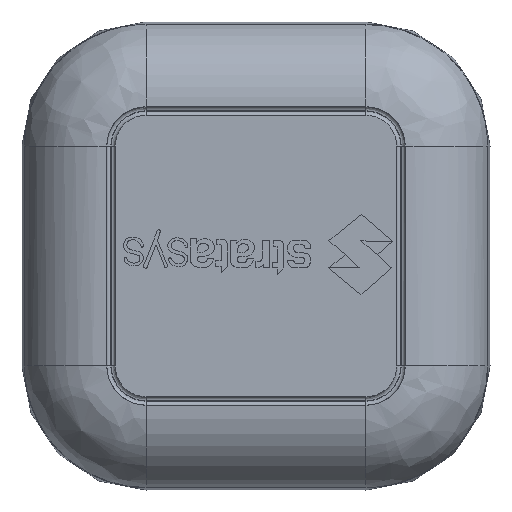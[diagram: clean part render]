
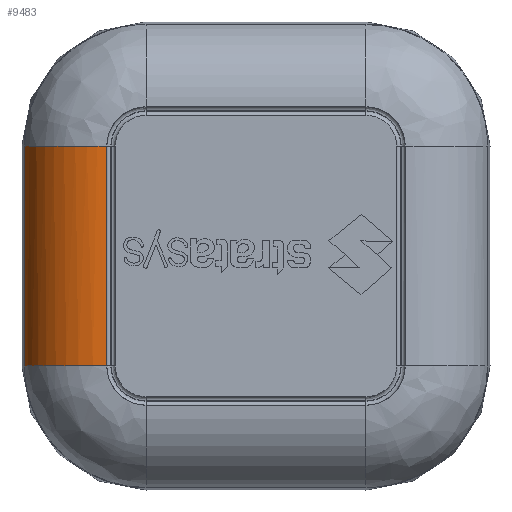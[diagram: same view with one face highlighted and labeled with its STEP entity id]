
A CAD part, front view. The second image highlights one B-rep face of the part: STEP entity #9483.
In plain terms, the highlighted free-form (B-spline) face has degree [2, 1] with [3, 2] control points.
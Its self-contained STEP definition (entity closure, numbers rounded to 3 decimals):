
#8853 = VERTEX_POINT('',#8854);
#8854 = CARTESIAN_POINT('',(-34.238,-3.343,
    16.283));
#8884 = VERTEX_POINT('',#8885);
#8885 = CARTESIAN_POINT('',(-34.238,-3.343,
    -16.283));
#8890 = EDGE_CURVE('',#8884,#8853,#8891,.T.);
#8891 = B_SPLINE_CURVE_WITH_KNOTS('',1,(#8892,#8893),.UNSPECIFIED.,.F.,
  .F.,(2,2),(-26.,0.),.PIECEWISE_BEZIER_KNOTS.);
#8892 = CARTESIAN_POINT('',(-34.238,-3.343,
    -16.283));
#8893 = CARTESIAN_POINT('',(-34.238,-3.343,
    16.283));
#9483 = ADVANCED_FACE('',(#9484),#9508,.T.);
#9484 = FACE_BOUND('',#9485,.T.);
#9485 = EDGE_LOOP('',(#9486,#9494,#9501,#9507));
#9486 = ORIENTED_EDGE('',*,*,#9487,.F.);
#9487 = EDGE_CURVE('',#9488,#8884,#9490,.T.);
#9488 = VERTEX_POINT('',#9489);
#9489 = CARTESIAN_POINT('',(-22.085,-12.839,
    -16.283));
#9490 = ( BOUNDED_CURVE() B_SPLINE_CURVE(2,(#9491,#9492,#9493),
.UNSPECIFIED.,.F.,.F.) B_SPLINE_CURVE_WITH_KNOTS((3,3),(4.712,
6.039),.PIECEWISE_BEZIER_KNOTS.) CURVE() 
GEOMETRIC_REPRESENTATION_ITEM() RATIONAL_B_SPLINE_CURVE((1.,
0.788,1.)) REPRESENTATION_ITEM('') );
#9491 = CARTESIAN_POINT('',(-22.085,-12.839,
    -16.283));
#9492 = CARTESIAN_POINT('',(-31.871,-12.839,
    -16.283));
#9493 = CARTESIAN_POINT('',(-34.238,-3.343,
    -16.283));
#9494 = ORIENTED_EDGE('',*,*,#9495,.F.);
#9495 = EDGE_CURVE('',#9496,#9488,#9498,.T.);
#9496 = VERTEX_POINT('',#9497);
#9497 = CARTESIAN_POINT('',(-22.085,-12.839,
    16.283));
#9498 = B_SPLINE_CURVE_WITH_KNOTS('',1,(#9499,#9500),.UNSPECIFIED.,.F.,
  .F.,(2,2),(-26.,0.),.PIECEWISE_BEZIER_KNOTS.);
#9499 = CARTESIAN_POINT('',(-22.085,-12.839,
    16.283));
#9500 = CARTESIAN_POINT('',(-22.085,-12.839,
    -16.283));
#9501 = ORIENTED_EDGE('',*,*,#9502,.F.);
#9502 = EDGE_CURVE('',#8853,#9496,#9503,.T.);
#9503 = ( BOUNDED_CURVE() B_SPLINE_CURVE(2,(#9504,#9505,#9506),
.UNSPECIFIED.,.F.,.F.) B_SPLINE_CURVE_WITH_KNOTS((3,3),(3.386,
4.712),.PIECEWISE_BEZIER_KNOTS.) CURVE() 
GEOMETRIC_REPRESENTATION_ITEM() RATIONAL_B_SPLINE_CURVE((1.,
0.788,1.)) REPRESENTATION_ITEM('') );
#9504 = CARTESIAN_POINT('',(-34.238,-3.343,
    16.283));
#9505 = CARTESIAN_POINT('',(-31.871,-12.839,
    16.283));
#9506 = CARTESIAN_POINT('',(-22.085,-12.839,
    16.283));
#9507 = ORIENTED_EDGE('',*,*,#8890,.F.);
#9508 = ( BOUNDED_SURFACE() B_SPLINE_SURFACE(2,1,(
    (#9509,#9510)
    ,(#9511,#9512)
    ,(#9513,#9514
)),.UNSPECIFIED.,.F.,.F.,.F.) B_SPLINE_SURFACE_WITH_KNOTS((3,3),(2,2),(
    4.712,6.039),(-26.,0.),
.PIECEWISE_BEZIER_KNOTS.) GEOMETRIC_REPRESENTATION_ITEM() 
RATIONAL_B_SPLINE_SURFACE((
    (1.,1.)
    ,(0.788,0.788)
,(1.,1.))) REPRESENTATION_ITEM('') SURFACE() );
#9509 = CARTESIAN_POINT('',(-22.085,-12.839,
    16.283));
#9510 = CARTESIAN_POINT('',(-22.085,-12.839,
    -16.283));
#9511 = CARTESIAN_POINT('',(-31.871,-12.839,
    16.283));
#9512 = CARTESIAN_POINT('',(-31.871,-12.839,
    -16.283));
#9513 = CARTESIAN_POINT('',(-34.238,-3.343,
    16.283));
#9514 = CARTESIAN_POINT('',(-34.238,-3.343,
    -16.283));
